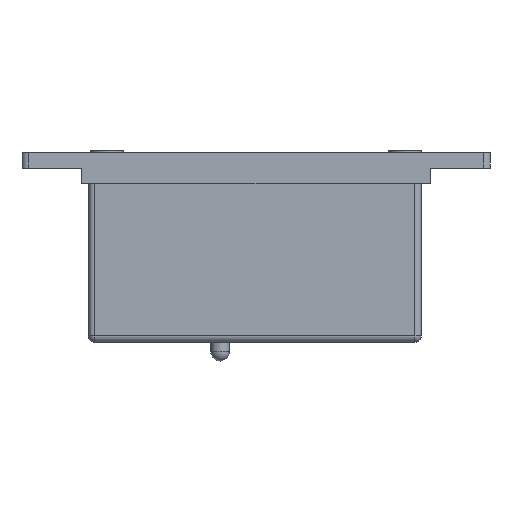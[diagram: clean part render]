
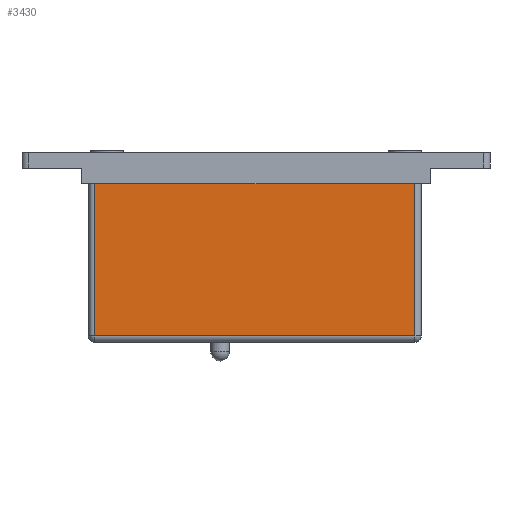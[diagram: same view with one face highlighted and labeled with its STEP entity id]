
A CAD part, front view. The second image highlights one B-rep face of the part: STEP entity #3430.
In plain terms, the highlighted planar face has unit normal (0, -1, 0).
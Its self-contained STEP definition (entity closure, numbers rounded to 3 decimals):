
#180=PLANE('',#3792);
#366=FACE_OUTER_BOUND('',#588,.T.);
#588=EDGE_LOOP('',(#2939,#2940,#2941,#2942));
#868=LINE('',#5423,#1144);
#988=LINE('',#5847,#1264);
#990=LINE('',#5850,#1266);
#996=LINE('',#5859,#1272);
#1144=VECTOR('',#4236,10.);
#1264=VECTOR('',#4652,10.);
#1266=VECTOR('',#4656,10.);
#1272=VECTOR('',#4668,10.);
#1467=VERTEX_POINT('',#5420);
#1468=VERTEX_POINT('',#5422);
#1591=VERTEX_POINT('',#5814);
#1596=VERTEX_POINT('',#5827);
#1826=EDGE_CURVE('',#1467,#1468,#868,.T.);
#2028=EDGE_CURVE('',#1468,#1596,#988,.T.);
#2030=EDGE_CURVE('',#1596,#1591,#990,.T.);
#2036=EDGE_CURVE('',#1591,#1467,#996,.T.);
#2939=ORIENTED_EDGE('',*,*,#2028,.F.);
#2940=ORIENTED_EDGE('',*,*,#1826,.F.);
#2941=ORIENTED_EDGE('',*,*,#2036,.F.);
#2942=ORIENTED_EDGE('',*,*,#2030,.F.);
#3430=ADVANCED_FACE('',(#366),#180,.T.);
#3792=AXIS2_PLACEMENT_3D('',#5912,#4725,#4726);
#4236=DIRECTION('',(1.,0.,0.));
#4652=DIRECTION('',(0.,0.,-1.));
#4656=DIRECTION('',(-1.,0.,0.));
#4668=DIRECTION('',(0.,0.,1.));
#4725=DIRECTION('center_axis',(0.,-1.,0.));
#4726=DIRECTION('ref_axis',(0.,0.,-1.));
#5420=CARTESIAN_POINT('',(1.,0.,0.));
#5422=CARTESIAN_POINT('',(52.,0.,0.));
#5423=CARTESIAN_POINT('',(0.,0.,0.));
#5814=CARTESIAN_POINT('',(1.,0.,-26.7));
#5827=CARTESIAN_POINT('',(52.,0.,-26.7));
#5847=CARTESIAN_POINT('',(52.,0.,0.));
#5850=CARTESIAN_POINT('',(13.25,0.,-26.7));
#5859=CARTESIAN_POINT('',(1.,0.,0.));
#5912=CARTESIAN_POINT('Origin',(0.,0.,0.));
